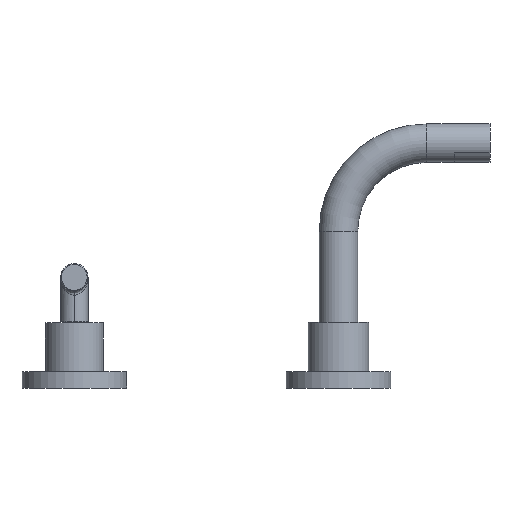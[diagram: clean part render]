
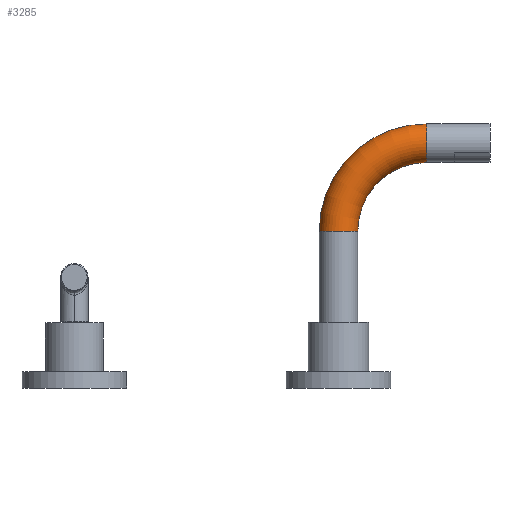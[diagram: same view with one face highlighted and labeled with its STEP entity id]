
A CAD part, left-side view. The second image highlights one B-rep face of the part: STEP entity #3285.
In plain terms, the highlighted toroidal (fillet/blend) face has major radius 50.8 mm and minor radius 11.113 mm.
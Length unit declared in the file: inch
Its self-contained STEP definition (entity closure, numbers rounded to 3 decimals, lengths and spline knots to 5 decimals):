
#2995=CARTESIAN_POINT('',(0.,-2.,5.56));
#2996=DIRECTION('',(0.,1.,0.));
#2997=DIRECTION('',(0.,0.,-1.));
#2998=AXIS2_PLACEMENT_3D('',#2995,#2996,#2997);
#3003=CARTESIAN_POINT('',(0.,-2.,3.56));
#3004=DIRECTION('',(-1.,0.,0.));
#3005=DIRECTION('',(0.,0.,1.));
#3006=AXIS2_PLACEMENT_3D('',#3003,#3004,#3005);
#3019=CARTESIAN_POINT('',(0.,-2.,3.56));
#3020=DIRECTION('',(-1.,0.,0.));
#3021=DIRECTION('',(0.,0.,1.));
#3022=AXIS2_PLACEMENT_3D('',#3019,#3020,#3021);
#3150=CARTESIAN_POINT('',(0.,0.,3.56));
#3151=DIRECTION('',(0.,0.,-1.));
#3152=DIRECTION('',(0.,-1.,0.));
#3153=AXIS2_PLACEMENT_3D('',#3150,#3151,#3152);
#3169=CARTESIAN_POINT('',(0.,-2.,5.9975));
#3170=CARTESIAN_POINT('',(0.,-2.,5.1225));
#3171=VERTEX_POINT('',#3169);
#3172=VERTEX_POINT('',#3170);
#3173=CARTESIAN_POINT('',(0.,0.4375,3.56));
#3174=CARTESIAN_POINT('',(0.,-0.4375,3.56));
#3175=VERTEX_POINT('',#3173);
#3176=VERTEX_POINT('',#3174);
#3271=CARTESIAN_POINT('',(0.,-2.,3.56));
#3272=DIRECTION('',(-1.,0.,0.));
#3273=DIRECTION('',(0.,0.,-1.));
#3274=AXIS2_PLACEMENT_3D('',#3271,#3272,#3273);
#3275=TOROIDAL_SURFACE('',#3274,2.,0.4375);
#3276=ORIENTED_EDGE('',*,*,#3259,.F.);
#3278=ORIENTED_EDGE('',*,*,#3277,.T.);
#3280=ORIENTED_EDGE('',*,*,#3279,.T.);
#3282=ORIENTED_EDGE('',*,*,#3281,.F.);
#3283=EDGE_LOOP('',(#3276,#3278,#3280,#3282));
#3284=FACE_OUTER_BOUND('',#3283,.F.);
#2999=CIRCLE('',#2998,0.4375);
#3007=CIRCLE('',#3006,1.5625);
#3023=CIRCLE('',#3022,2.4375);
#3154=CIRCLE('',#3153,0.4375);
#3259=EDGE_CURVE('',#3172,#3171,#2999,.T.);
#3277=EDGE_CURVE('',#3172,#3176,#3007,.T.);
#3279=EDGE_CURVE('',#3176,#3175,#3154,.T.);
#3281=EDGE_CURVE('',#3171,#3175,#3023,.T.);
#3285=ADVANCED_FACE('',(#3284),#3275,.T.);
